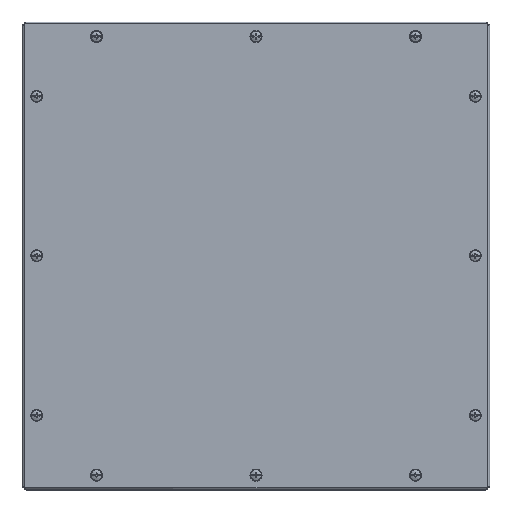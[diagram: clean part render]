
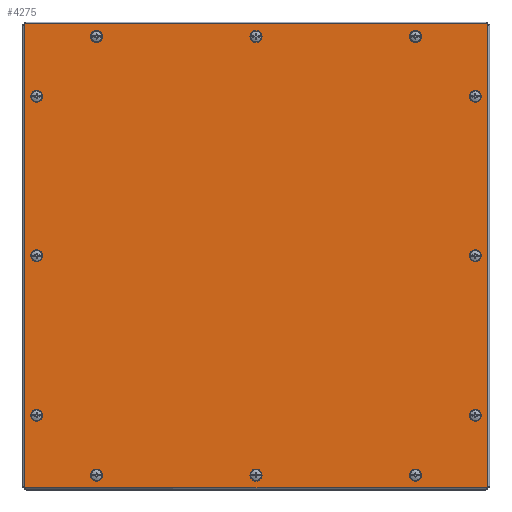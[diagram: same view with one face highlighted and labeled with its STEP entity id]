
A CAD part, top view. The second image highlights one B-rep face of the part: STEP entity #4275.
In plain terms, the highlighted planar face has unit normal (0, 0, 1).
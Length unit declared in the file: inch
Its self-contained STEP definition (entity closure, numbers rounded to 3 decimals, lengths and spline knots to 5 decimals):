
#235=FACE_BOUND('',#817,.T.);
#236=FACE_BOUND('',#818,.T.);
#237=FACE_BOUND('',#819,.T.);
#238=FACE_BOUND('',#820,.T.);
#239=FACE_BOUND('',#821,.T.);
#240=FACE_BOUND('',#822,.T.);
#241=FACE_BOUND('',#823,.T.);
#242=FACE_BOUND('',#824,.T.);
#243=FACE_BOUND('',#825,.T.);
#244=FACE_BOUND('',#826,.T.);
#245=FACE_BOUND('',#827,.T.);
#246=FACE_BOUND('',#828,.T.);
#309=PLANE('',#4750);
#556=FACE_OUTER_BOUND('',#816,.T.);
#816=EDGE_LOOP('',(#3318,#3319,#3320,#3321,#3322,#3323,#3324,#3325));
#817=EDGE_LOOP('',(#3326));
#818=EDGE_LOOP('',(#3327));
#819=EDGE_LOOP('',(#3328));
#820=EDGE_LOOP('',(#3329));
#821=EDGE_LOOP('',(#3330));
#822=EDGE_LOOP('',(#3331));
#823=EDGE_LOOP('',(#3332));
#824=EDGE_LOOP('',(#3333));
#825=EDGE_LOOP('',(#3334));
#826=EDGE_LOOP('',(#3335));
#827=EDGE_LOOP('',(#3336));
#828=EDGE_LOOP('',(#3337));
#1128=LINE('',#7307,#1445);
#1134=LINE('',#7328,#1451);
#1138=LINE('',#7339,#1455);
#1139=LINE('',#7341,#1456);
#1445=VECTOR('',#5515,0.3937);
#1451=VECTOR('',#5535,0.3937);
#1455=VECTOR('',#5549,0.3937);
#1456=VECTOR('',#5552,0.3937);
#1638=CIRCLE('',#4698,0.14063);
#1640=CIRCLE('',#4701,0.14063);
#1642=CIRCLE('',#4704,0.14063);
#1644=CIRCLE('',#4707,0.14063);
#1646=CIRCLE('',#4710,0.14063);
#1648=CIRCLE('',#4713,0.14063);
#1650=CIRCLE('',#4716,0.14063);
#1652=CIRCLE('',#4719,0.14063);
#1654=CIRCLE('',#4722,0.14063);
#1656=CIRCLE('',#4725,0.14063);
#1658=CIRCLE('',#4728,0.14063);
#1660=CIRCLE('',#4731,0.14063);
#1662=CIRCLE('',#4734,0.03125);
#1667=CIRCLE('',#4742,0.03125);
#1668=CIRCLE('',#4745,0.03125);
#1669=CIRCLE('',#4747,0.03125);
#1915=VERTEX_POINT('',#7222);
#1917=VERTEX_POINT('',#7228);
#1919=VERTEX_POINT('',#7234);
#1921=VERTEX_POINT('',#7240);
#1923=VERTEX_POINT('',#7246);
#1925=VERTEX_POINT('',#7252);
#1927=VERTEX_POINT('',#7258);
#1929=VERTEX_POINT('',#7264);
#1931=VERTEX_POINT('',#7270);
#1933=VERTEX_POINT('',#7276);
#1935=VERTEX_POINT('',#7282);
#1937=VERTEX_POINT('',#7288);
#1939=VERTEX_POINT('',#7294);
#1940=VERTEX_POINT('',#7295);
#1944=VERTEX_POINT('',#7305);
#1950=VERTEX_POINT('',#7321);
#1951=VERTEX_POINT('',#7322);
#1952=VERTEX_POINT('',#7327);
#1953=VERTEX_POINT('',#7331);
#1954=VERTEX_POINT('',#7335);
#2391=EDGE_CURVE('',#1915,#1915,#1638,.T.);
#2394=EDGE_CURVE('',#1917,#1917,#1640,.T.);
#2397=EDGE_CURVE('',#1919,#1919,#1642,.T.);
#2400=EDGE_CURVE('',#1921,#1921,#1644,.T.);
#2403=EDGE_CURVE('',#1923,#1923,#1646,.T.);
#2406=EDGE_CURVE('',#1925,#1925,#1648,.T.);
#2409=EDGE_CURVE('',#1927,#1927,#1650,.T.);
#2412=EDGE_CURVE('',#1929,#1929,#1652,.T.);
#2415=EDGE_CURVE('',#1931,#1931,#1654,.T.);
#2418=EDGE_CURVE('',#1933,#1933,#1656,.T.);
#2421=EDGE_CURVE('',#1935,#1935,#1658,.T.);
#2424=EDGE_CURVE('',#1937,#1937,#1660,.T.);
#2427=EDGE_CURVE('',#1939,#1940,#1662,.T.);
#2433=EDGE_CURVE('',#1944,#1939,#1128,.T.);
#2440=EDGE_CURVE('',#1950,#1951,#1667,.T.);
#2443=EDGE_CURVE('',#1951,#1952,#1134,.T.);
#2445=EDGE_CURVE('',#1952,#1953,#1668,.T.);
#2447=EDGE_CURVE('',#1954,#1944,#1669,.T.);
#2449=EDGE_CURVE('',#1953,#1954,#1138,.T.);
#2450=EDGE_CURVE('',#1940,#1950,#1139,.T.);
#3318=ORIENTED_EDGE('',*,*,#2427,.F.);
#3319=ORIENTED_EDGE('',*,*,#2433,.F.);
#3320=ORIENTED_EDGE('',*,*,#2447,.F.);
#3321=ORIENTED_EDGE('',*,*,#2449,.F.);
#3322=ORIENTED_EDGE('',*,*,#2445,.F.);
#3323=ORIENTED_EDGE('',*,*,#2443,.F.);
#3324=ORIENTED_EDGE('',*,*,#2440,.F.);
#3325=ORIENTED_EDGE('',*,*,#2450,.F.);
#3326=ORIENTED_EDGE('',*,*,#2391,.T.);
#3327=ORIENTED_EDGE('',*,*,#2394,.T.);
#3328=ORIENTED_EDGE('',*,*,#2397,.T.);
#3329=ORIENTED_EDGE('',*,*,#2400,.T.);
#3330=ORIENTED_EDGE('',*,*,#2403,.T.);
#3331=ORIENTED_EDGE('',*,*,#2406,.T.);
#3332=ORIENTED_EDGE('',*,*,#2409,.T.);
#3333=ORIENTED_EDGE('',*,*,#2412,.T.);
#3334=ORIENTED_EDGE('',*,*,#2415,.T.);
#3335=ORIENTED_EDGE('',*,*,#2418,.T.);
#3336=ORIENTED_EDGE('',*,*,#2421,.T.);
#3337=ORIENTED_EDGE('',*,*,#2424,.T.);
#4275=ADVANCED_FACE('',(#556,#235,#236,#237,#238,#239,#240,#241,#242,#243,
#244,#245,#246),#309,.T.);
#4698=AXIS2_PLACEMENT_3D('',#7223,#5421,#5422);
#4701=AXIS2_PLACEMENT_3D('',#7229,#5428,#5429);
#4704=AXIS2_PLACEMENT_3D('',#7235,#5435,#5436);
#4707=AXIS2_PLACEMENT_3D('',#7241,#5442,#5443);
#4710=AXIS2_PLACEMENT_3D('',#7247,#5449,#5450);
#4713=AXIS2_PLACEMENT_3D('',#7253,#5456,#5457);
#4716=AXIS2_PLACEMENT_3D('',#7259,#5463,#5464);
#4719=AXIS2_PLACEMENT_3D('',#7265,#5470,#5471);
#4722=AXIS2_PLACEMENT_3D('',#7271,#5477,#5478);
#4725=AXIS2_PLACEMENT_3D('',#7277,#5484,#5485);
#4728=AXIS2_PLACEMENT_3D('',#7283,#5491,#5492);
#4731=AXIS2_PLACEMENT_3D('',#7289,#5498,#5499);
#4734=AXIS2_PLACEMENT_3D('',#7296,#5505,#5506);
#4742=AXIS2_PLACEMENT_3D('',#7323,#5529,#5530);
#4745=AXIS2_PLACEMENT_3D('',#7332,#5539,#5540);
#4747=AXIS2_PLACEMENT_3D('',#7336,#5544,#5545);
#4750=AXIS2_PLACEMENT_3D('',#7342,#5553,#5554);
#5421=DIRECTION('center_axis',(0.,0.,-1.));
#5422=DIRECTION('ref_axis',(-1.,0.,0.));
#5428=DIRECTION('center_axis',(0.,0.,-1.));
#5429=DIRECTION('ref_axis',(-1.,0.,0.));
#5435=DIRECTION('center_axis',(0.,0.,-1.));
#5436=DIRECTION('ref_axis',(-1.,0.,0.));
#5442=DIRECTION('center_axis',(0.,0.,-1.));
#5443=DIRECTION('ref_axis',(-1.,0.,0.));
#5449=DIRECTION('center_axis',(0.,0.,-1.));
#5450=DIRECTION('ref_axis',(-1.,0.,0.));
#5456=DIRECTION('center_axis',(0.,0.,-1.));
#5457=DIRECTION('ref_axis',(-1.,0.,0.));
#5463=DIRECTION('center_axis',(0.,0.,-1.));
#5464=DIRECTION('ref_axis',(-1.,0.,0.));
#5470=DIRECTION('center_axis',(0.,0.,-1.));
#5471=DIRECTION('ref_axis',(-1.,0.,0.));
#5477=DIRECTION('center_axis',(0.,0.,-1.));
#5478=DIRECTION('ref_axis',(-1.,0.,0.));
#5484=DIRECTION('center_axis',(0.,0.,-1.));
#5485=DIRECTION('ref_axis',(-1.,0.,0.));
#5491=DIRECTION('center_axis',(0.,0.,-1.));
#5492=DIRECTION('ref_axis',(-1.,0.,0.));
#5498=DIRECTION('center_axis',(0.,0.,-1.));
#5499=DIRECTION('ref_axis',(-1.,0.,0.));
#5505=DIRECTION('center_axis',(0.,0.,-1.));
#5506=DIRECTION('ref_axis',(0.707,-0.707,0.));
#5515=DIRECTION('',(0.,-1.,0.));
#5529=DIRECTION('center_axis',(0.,0.,-1.));
#5530=DIRECTION('ref_axis',(-0.707,-0.707,0.));
#5535=DIRECTION('',(0.,1.,0.));
#5539=DIRECTION('center_axis',(0.,0.,-1.));
#5540=DIRECTION('ref_axis',(-0.707,0.707,0.));
#5544=DIRECTION('center_axis',(0.,0.,-1.));
#5545=DIRECTION('ref_axis',(0.707,0.707,0.));
#5549=DIRECTION('',(1.,0.,0.));
#5552=DIRECTION('',(-1.,0.,0.));
#5553=DIRECTION('center_axis',(0.,0.,1.));
#5554=DIRECTION('ref_axis',(1.,0.,0.));
#7222=CARTESIAN_POINT('',(-7.42188,0.,0.074));
#7223=CARTESIAN_POINT('Origin',(-7.5625,0.,0.074));
#7228=CARTESIAN_POINT('',(7.70313,0.,0.074));
#7229=CARTESIAN_POINT('Origin',(7.5625,0.,0.074));
#7234=CARTESIAN_POINT('',(-7.42188,-5.5,0.074));
#7235=CARTESIAN_POINT('Origin',(-7.5625,-5.5,0.074));
#7240=CARTESIAN_POINT('',(7.70313,-5.5,0.074));
#7241=CARTESIAN_POINT('Origin',(7.5625,-5.5,0.074));
#7246=CARTESIAN_POINT('',(0.14063,7.5625,0.074));
#7247=CARTESIAN_POINT('Origin',(0.,7.5625,0.074));
#7252=CARTESIAN_POINT('',(0.14063,-7.5625,0.074));
#7253=CARTESIAN_POINT('Origin',(0.,-7.5625,0.074));
#7258=CARTESIAN_POINT('',(5.64063,7.5625,0.074));
#7259=CARTESIAN_POINT('Origin',(5.5,7.5625,0.074));
#7264=CARTESIAN_POINT('',(5.64063,-7.5625,0.074));
#7265=CARTESIAN_POINT('Origin',(5.5,-7.5625,0.074));
#7270=CARTESIAN_POINT('',(-7.42188,5.5,0.074));
#7271=CARTESIAN_POINT('Origin',(-7.5625,5.5,0.074));
#7276=CARTESIAN_POINT('',(7.70313,5.5,0.074));
#7277=CARTESIAN_POINT('Origin',(7.5625,5.5,0.074));
#7282=CARTESIAN_POINT('',(-5.35938,7.5625,0.074));
#7283=CARTESIAN_POINT('Origin',(-5.5,7.5625,0.074));
#7288=CARTESIAN_POINT('',(-5.35938,-7.5625,0.074));
#7289=CARTESIAN_POINT('Origin',(-5.5,-7.5625,0.074));
#7294=CARTESIAN_POINT('',(8.,-7.96875,0.074));
#7295=CARTESIAN_POINT('',(7.96875,-8.,0.074));
#7296=CARTESIAN_POINT('Origin',(7.96875,-7.96875,0.074));
#7305=CARTESIAN_POINT('',(8.,7.96875,0.074));
#7307=CARTESIAN_POINT('',(8.,8.,0.074));
#7321=CARTESIAN_POINT('',(-7.96875,-8.,0.074));
#7322=CARTESIAN_POINT('',(-8.,-7.96875,0.074));
#7323=CARTESIAN_POINT('Origin',(-7.96875,-7.96875,0.074));
#7327=CARTESIAN_POINT('',(-8.,7.96875,0.074));
#7328=CARTESIAN_POINT('',(-8.,-8.,0.074));
#7331=CARTESIAN_POINT('',(-7.96875,8.,0.074));
#7332=CARTESIAN_POINT('Origin',(-7.96875,7.96875,0.074));
#7335=CARTESIAN_POINT('',(7.96875,8.,0.074));
#7336=CARTESIAN_POINT('Origin',(7.96875,7.96875,0.074));
#7339=CARTESIAN_POINT('',(-8.,8.,0.074));
#7341=CARTESIAN_POINT('',(8.,-8.,0.074));
#7342=CARTESIAN_POINT('Origin',(0.,0.,0.074));
